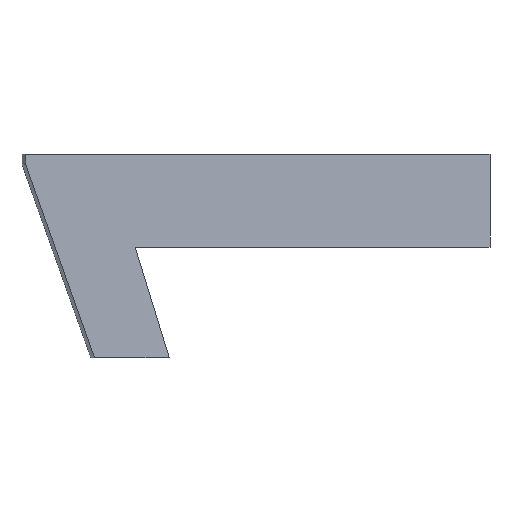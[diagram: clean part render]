
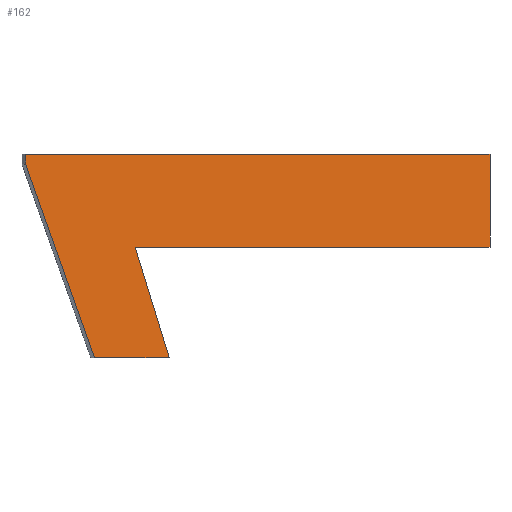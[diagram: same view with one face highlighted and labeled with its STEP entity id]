
A CAD part, top view. The second image highlights one B-rep face of the part: STEP entity #162.
In plain terms, the highlighted planar face has unit normal (0.116, 0, 0.993).
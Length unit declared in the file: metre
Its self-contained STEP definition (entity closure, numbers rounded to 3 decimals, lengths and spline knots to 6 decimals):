
#31=ORIENTED_EDGE('',*,*,#67,.F.);
#32=ORIENTED_EDGE('',*,*,#68,.F.);
#33=ORIENTED_EDGE('',*,*,#69,.F.);
#34=ORIENTED_EDGE('',*,*,#70,.F.);
#35=ORIENTED_EDGE('',*,*,#71,.F.);
#36=ORIENTED_EDGE('',*,*,#65,.F.);
#37=ORIENTED_EDGE('',*,*,#63,.F.);
#63=EDGE_CURVE('',#83,#82,#98,.T.);
#65=EDGE_CURVE('',#82,#84,#100,.T.);
#67=EDGE_CURVE('',#85,#83,#102,.T.);
#68=EDGE_CURVE('',#86,#85,#103,.T.);
#69=EDGE_CURVE('',#87,#86,#104,.T.);
#70=EDGE_CURVE('',#88,#87,#105,.T.);
#71=EDGE_CURVE('',#84,#88,#106,.T.);
#82=VERTEX_POINT('',#248);
#83=VERTEX_POINT('',#250);
#84=VERTEX_POINT('',#254);
#85=VERTEX_POINT('',#258);
#86=VERTEX_POINT('',#262);
#87=VERTEX_POINT('',#264);
#88=VERTEX_POINT('',#266);
#98=LINE('',#251,#119);
#100=LINE('',#255,#121);
#102=LINE('',#259,#123);
#103=LINE('',#261,#124);
#104=LINE('',#263,#125);
#105=LINE('',#265,#126);
#106=LINE('',#267,#127);
#119=VECTOR('',#204,1.);
#121=VECTOR('',#208,1.);
#123=VECTOR('',#212,1.);
#124=VECTOR('',#215,1.);
#125=VECTOR('',#216,1.);
#126=VECTOR('',#217,1.);
#127=VECTOR('',#218,1.);
#135=EDGE_LOOP('',(#31,#32,#33,#34,#35,#36,#37));
#144=FACE_BOUND('',#135,.T.);
#153=PLANE('',#184);
#162=ADVANCED_FACE('',(#144),#153,.T.);
#184=AXIS2_PLACEMENT_3D('',#260,#213,#214);
#204=DIRECTION('',(-0.993,0.,0.116));
#208=DIRECTION('',(0.294,-0.955,-0.034));
#212=DIRECTION('',(0.,-1.,0.));
#213=DIRECTION('',(0.116,0.,0.993));
#214=DIRECTION('',(0.993,0.,-0.116));
#215=DIRECTION('',(0.993,0.,-0.116));
#216=DIRECTION('',(0.,1.,0.));
#217=DIRECTION('',(-0.335,0.941,0.039));
#218=DIRECTION('',(-0.993,0.,0.116));
#248=CARTESIAN_POINT('',(-0.258544,0.241479,0.039385));
#250=CARTESIAN_POINT('',(-0.254042,0.241479,0.038861));
#251=CARTESIAN_POINT('',(-0.256293,0.241479,0.039123));
#254=CARTESIAN_POINT('',(-0.258112,0.240075,0.039335));
#255=CARTESIAN_POINT('',(-0.258328,0.240777,0.03936));
#258=CARTESIAN_POINT('',(-0.254042,0.242655,0.038861));
#259=CARTESIAN_POINT('',(-0.254042,0.242067,0.038861));
#260=CARTESIAN_POINT('',(-0.195252,0.325877,0.032017));
#261=CARTESIAN_POINT('',(-0.256988,0.242655,0.039204));
#262=CARTESIAN_POINT('',(-0.259934,0.242655,0.039547));
#263=CARTESIAN_POINT('',(-0.259934,0.242592,0.039547));
#264=CARTESIAN_POINT('',(-0.259934,0.242529,0.039547));
#265=CARTESIAN_POINT('',(-0.259498,0.241302,0.039496));
#266=CARTESIAN_POINT('',(-0.259061,0.240075,0.039445));
#267=CARTESIAN_POINT('',(-0.258587,0.240075,0.03939));
